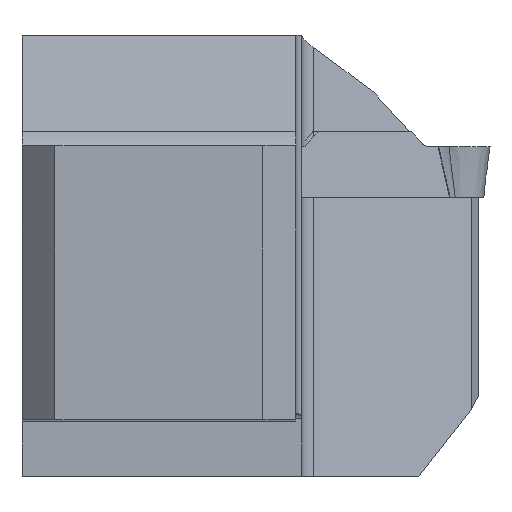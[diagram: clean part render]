
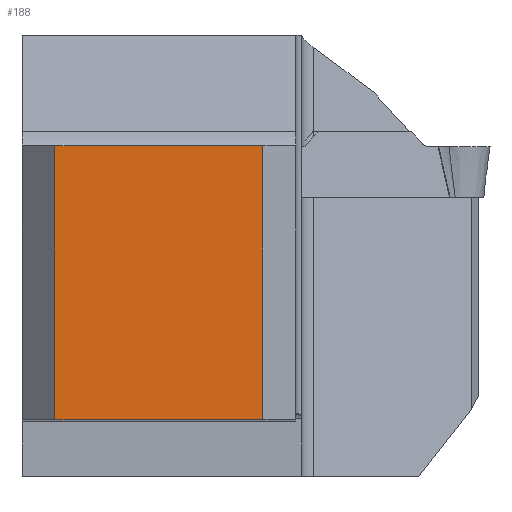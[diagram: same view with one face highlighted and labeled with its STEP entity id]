
A CAD part, top view. The second image highlights one B-rep face of the part: STEP entity #188.
In plain terms, the highlighted planar face has unit normal (0, 0, 1).
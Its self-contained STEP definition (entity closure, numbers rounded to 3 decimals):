
#188=ADVANCED_FACE('CU_BACK_SU1',(#290),#248,.F.);
#248=PLANE('',#1432);
#290=FACE_OUTER_BOUND('',#352,.T.);
#352=EDGE_LOOP('',(#531,#532,#533,#534));
#531=ORIENTED_EDGE('',*,*,#1007,.F.);
#532=ORIENTED_EDGE('',*,*,#992,.F.);
#533=ORIENTED_EDGE('',*,*,#1008,.T.);
#534=ORIENTED_EDGE('',*,*,#1005,.T.);
#849=VERTEX_POINT('',#1921);
#850=VERTEX_POINT('',#1923);
#857=VERTEX_POINT('',#1960);
#858=VERTEX_POINT('',#1962);
#992=EDGE_CURVE('',#849,#850,#1167,.T.);
#1005=EDGE_CURVE('',#858,#857,#1177,.T.);
#1007=EDGE_CURVE('',#850,#857,#1179,.T.);
#1008=EDGE_CURVE('',#849,#858,#1180,.T.);
#1167=LINE('',#1922,#1281);
#1177=LINE('',#1961,#1291);
#1179=LINE('',#1965,#1293);
#1180=LINE('',#1966,#1294);
#1281=VECTOR('',#1600,1.);
#1291=VECTOR('',#1620,1.);
#1293=VECTOR('',#1624,1.);
#1294=VECTOR('',#1625,1.);
#1432=AXIS2_PLACEMENT_3D('',#1967,#1626,#1627);
#1600=DIRECTION('',(1.,0.,0.));
#1620=DIRECTION('',(1.,0.,0.));
#1624=DIRECTION('',(0.,-1.,0.));
#1625=DIRECTION('',(0.,-1.,0.));
#1626=DIRECTION('',(0.,0.,-1.));
#1627=DIRECTION('',(1.,0.,0.));
#1921=CARTESIAN_POINT('',(3.,24.925,0.));
#1922=CARTESIAN_POINT('',(110.,24.925,0.));
#1923=CARTESIAN_POINT('',(21.925,24.925,0.));
#1960=CARTESIAN_POINT('',(21.925,0.,0.));
#1961=CARTESIAN_POINT('',(110.,0.,0.));
#1962=CARTESIAN_POINT('',(3.,0.,0.));
#1965=CARTESIAN_POINT('',(21.925,0.,0.));
#1966=CARTESIAN_POINT('',(3.,0.,0.));
#1967=CARTESIAN_POINT('',(-23.246,44.925,0.));
